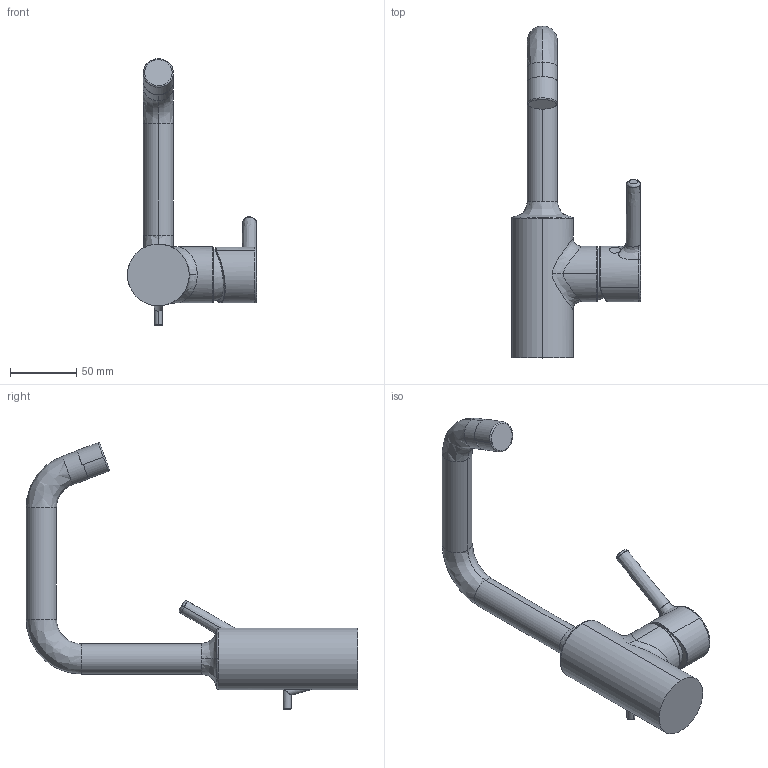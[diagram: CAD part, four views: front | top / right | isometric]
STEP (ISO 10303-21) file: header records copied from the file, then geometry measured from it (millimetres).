
FILE_DESCRIPTION (( 'STEP AP203' ), '1' );
FILE_NAME ('52542267(2022).STEP', '2022-02-09T05:00:56', ( '' ), ( '' ), 'SwSTEP 2.0', 'SolidWorks 2016', '' );
FILE_SCHEMA (( 'CONFIG_CONTROL_DESIGN' ));
Length unit declared in the file: millimetre
Products named in the file (1): 52542267(2022)
Bounding box: 97.16 x 249.7 x 200.72 mm (x, y, z)
Volume: 384003.1 mm3; surface area: 52077.7 mm2
Topology: 1 solids, 2 shells, 72 faces, 169 edges, 105 vertices
Faces by surface type: bspline 32, cylinder 19, plane 11, torus 5, cone 4, sphere 1
Entity records: 7836 total; most frequent: CARTESIAN_POINT 6335, ORIENTED_EDGE 334, DIRECTION 235, EDGE_CURVE 167, VERTEX_POINT 104, AXIS2_PLACEMENT_3D 104, EDGE_LOOP 77, B_SPLINE_CURVE_WITH_KNOTS 74
